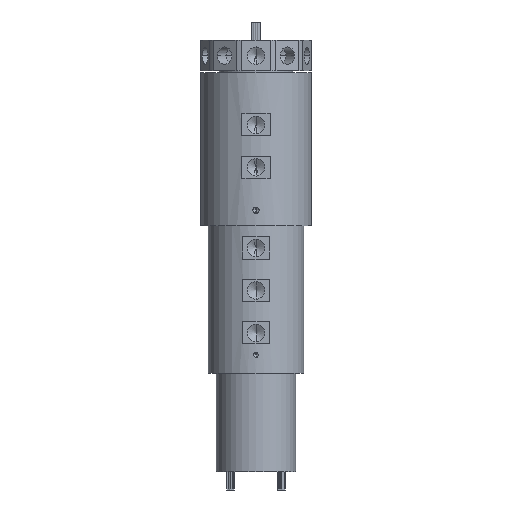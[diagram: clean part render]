
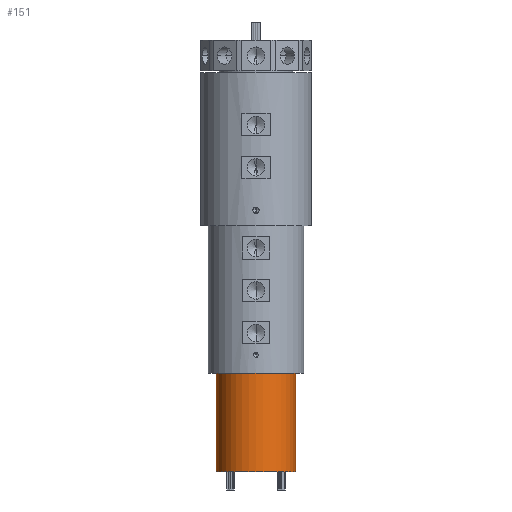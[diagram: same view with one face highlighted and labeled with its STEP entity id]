
A CAD part, front view. The second image highlights one B-rep face of the part: STEP entity #151.
In plain terms, the highlighted cylindrical face has radius 43 mm (diameter 86 mm), a partial arc.
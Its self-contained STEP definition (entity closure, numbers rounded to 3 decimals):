
#151 = ADVANCED_FACE ( 'NONE', ( #9019 ), #4538, .T. ) ;
#216 = VERTEX_POINT ( 'NONE', #2091 ) ;
#579 = ORIENTED_EDGE ( 'NONE', *, *, #8210, .F. ) ;
#604 = CARTESIAN_POINT ( 'NONE',  ( 43., 0., -467.4 ) ) ;
#1087 = AXIS2_PLACEMENT_3D ( 'NONE', #1646, #10276, #5516 ) ;
#1145 = CIRCLE ( 'NONE', #1087, 43. ) ;
#1417 = CIRCLE ( 'NONE', #4992, 43. ) ;
#1646 = CARTESIAN_POINT ( 'NONE',  ( 0., 0., -361. ) ) ;
#2091 = CARTESIAN_POINT ( 'NONE',  ( -43., 0., -467.4 ) ) ;
#2508 = VERTEX_POINT ( 'NONE', #4482 ) ;
#2562 = CARTESIAN_POINT ( 'NONE',  ( -43., 0., -467.4 ) ) ;
#2957 = EDGE_CURVE ( 'NONE', #2508, #3131, #1145, .T. ) ;
#3131 = VERTEX_POINT ( 'NONE', #4065 ) ;
#3692 = CARTESIAN_POINT ( 'NONE',  ( 0., 0., -467.4 ) ) ;
#3783 = CARTESIAN_POINT ( 'NONE',  ( 43., 0., -467.4 ) ) ;
#4065 = CARTESIAN_POINT ( 'NONE',  ( -43., 0., -361. ) ) ;
#4100 = CARTESIAN_POINT ( 'NONE',  ( 0., 0., -467.4 ) ) ;
#4402 = LINE ( 'NONE', #604, #8633 ) ;
#4482 = CARTESIAN_POINT ( 'NONE',  ( 43., 0., -361. ) ) ;
#4538 = CYLINDRICAL_SURFACE ( 'NONE', #8008, 43. ) ;
#4896 = DIRECTION ( 'NONE',  ( -1., 0., 0. ) ) ;
#4992 = AXIS2_PLACEMENT_3D ( 'NONE', #4100, #9644, #4896 ) ;
#5516 = DIRECTION ( 'NONE',  ( -1., 0., 0. ) ) ;
#6156 = VECTOR ( 'NONE', #9692, 1000. ) ;
#6190 = DIRECTION ( 'NONE',  ( 0., 0., 1. ) ) ;
#6413 = LINE ( 'NONE', #2562, #6156 ) ;
#6950 = ORIENTED_EDGE ( 'NONE', *, *, #2957, .T. ) ;
#7118 = ORIENTED_EDGE ( 'NONE', *, *, #7234, .T. ) ;
#7214 = EDGE_LOOP ( 'NONE', ( #579, #8068, #7118, #6950 ) ) ;
#7234 = EDGE_CURVE ( 'NONE', #8817, #2508, #4402, .T. ) ;
#8008 = AXIS2_PLACEMENT_3D ( 'NONE', #3692, #8440, #9920 ) ;
#8068 = ORIENTED_EDGE ( 'NONE', *, *, #8739, .F. ) ;
#8210 = EDGE_CURVE ( 'NONE', #216, #3131, #6413, .T. ) ;
#8440 = DIRECTION ( 'NONE',  ( 0., 0., 1. ) ) ;
#8633 = VECTOR ( 'NONE', #6190, 1000. ) ;
#8739 = EDGE_CURVE ( 'NONE', #8817, #216, #1417, .T. ) ;
#8817 = VERTEX_POINT ( 'NONE', #3783 ) ;
#9019 = FACE_OUTER_BOUND ( 'NONE', #7214, .T. ) ;
#9644 = DIRECTION ( 'NONE',  ( 0., 0., -1. ) ) ;
#9692 = DIRECTION ( 'NONE',  ( 0., 0., 1. ) ) ;
#9920 = DIRECTION ( 'NONE',  ( 1., 0., 0. ) ) ;
#10276 = DIRECTION ( 'NONE',  ( 0., 0., -1. ) ) ;
